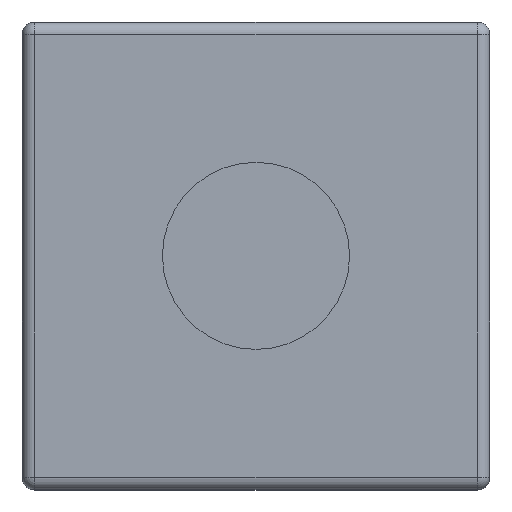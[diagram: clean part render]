
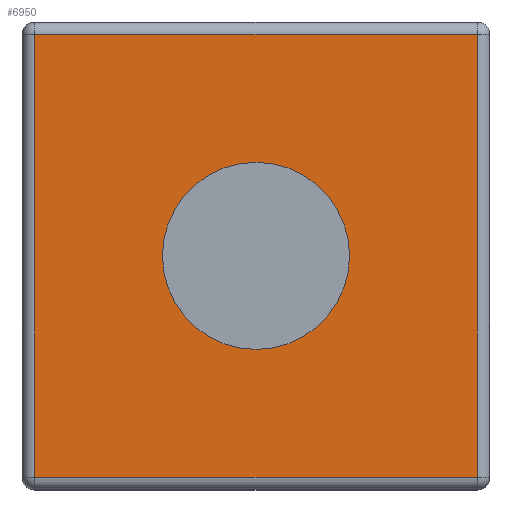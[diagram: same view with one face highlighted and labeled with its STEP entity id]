
A CAD part, top view. The second image highlights one B-rep face of the part: STEP entity #6950.
In plain terms, the highlighted planar face has unit normal (0, 0, 1).
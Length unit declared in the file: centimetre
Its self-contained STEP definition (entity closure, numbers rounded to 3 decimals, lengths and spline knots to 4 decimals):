
#47=FACE_BOUND('',#758,.T.);
#65=PLANE('',#7355);
#381=FACE_OUTER_BOUND('',#757,.T.);
#757=EDGE_LOOP('',(#4862,#4863,#4864,#4865));
#758=EDGE_LOOP('',(#4866));
#1150=LINE('',#9820,#2069);
#1152=LINE('',#9823,#2071);
#1156=LINE('',#9832,#2075);
#1160=LINE('',#9841,#2079);
#2069=VECTOR('',#7896,1.);
#2071=VECTOR('',#7900,1.);
#2075=VECTOR('',#7910,1.);
#2079=VECTOR('',#7920,1.);
#2962=CIRCLE('',#7321,0.15);
#3068=VERTEX_POINT('',#9731);
#3095=VERTEX_POINT('',#9788);
#3098=VERTEX_POINT('',#9795);
#3100=VERTEX_POINT('',#9800);
#3102=VERTEX_POINT('',#9806);
#3738=EDGE_CURVE('',#3068,#3068,#2962,.T.);
#3779=EDGE_CURVE('',#3100,#3102,#1150,.T.);
#3781=EDGE_CURVE('',#3102,#3098,#1152,.T.);
#3786=EDGE_CURVE('',#3095,#3100,#1156,.T.);
#3791=EDGE_CURVE('',#3098,#3095,#1160,.T.);
#4862=ORIENTED_EDGE('',*,*,#3779,.F.);
#4863=ORIENTED_EDGE('',*,*,#3786,.F.);
#4864=ORIENTED_EDGE('',*,*,#3791,.F.);
#4865=ORIENTED_EDGE('',*,*,#3781,.F.);
#4866=ORIENTED_EDGE('',*,*,#3738,.T.);
#6950=ADVANCED_FACE('',(#381,#47),#65,.T.);
#7321=AXIS2_PLACEMENT_3D('',#9732,#7823,#7824);
#7355=AXIS2_PLACEMENT_3D('',#9852,#7933,#7934);
#7823=DIRECTION('center_axis',(0.,0.,
-1.));
#7824=DIRECTION('ref_axis',(0.,-1.,0.));
#7896=DIRECTION('',(1.,0.,0.));
#7900=DIRECTION('',(0.,-1.,0.));
#7910=DIRECTION('',(0.,1.,0.));
#7920=DIRECTION('',(-1.,0.,0.));
#7933=DIRECTION('center_axis',(0.,0.,
1.));
#7934=DIRECTION('ref_axis',(0.,1.,0.));
#9731=CARTESIAN_POINT('',(0.,0.15,0.96));
#9732=CARTESIAN_POINT('Origin',(0.,0.,
0.96));
#9788=CARTESIAN_POINT('',(-0.355,-0.355,0.96));
#9795=CARTESIAN_POINT('',(0.355,-0.355,0.96));
#9800=CARTESIAN_POINT('',(-0.355,0.355,0.96));
#9806=CARTESIAN_POINT('',(0.355,0.355,0.96));
#9820=CARTESIAN_POINT('',(-0.1875,0.355,0.96));
#9823=CARTESIAN_POINT('',(0.355,0.1875,0.96));
#9832=CARTESIAN_POINT('',(-0.355,-0.1875,0.96));
#9841=CARTESIAN_POINT('',(0.1875,-0.355,0.96));
#9852=CARTESIAN_POINT('Origin',(0.,0.,
0.96));
